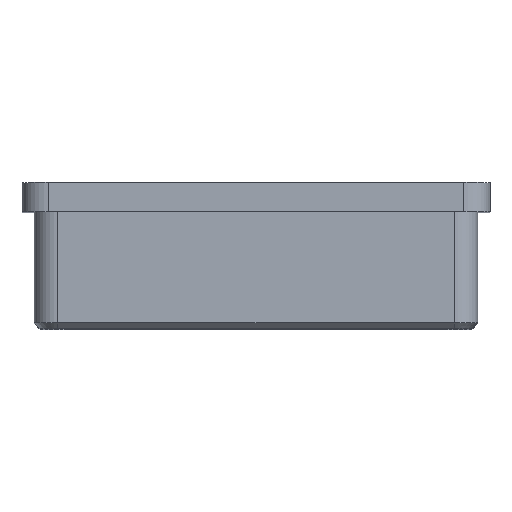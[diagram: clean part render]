
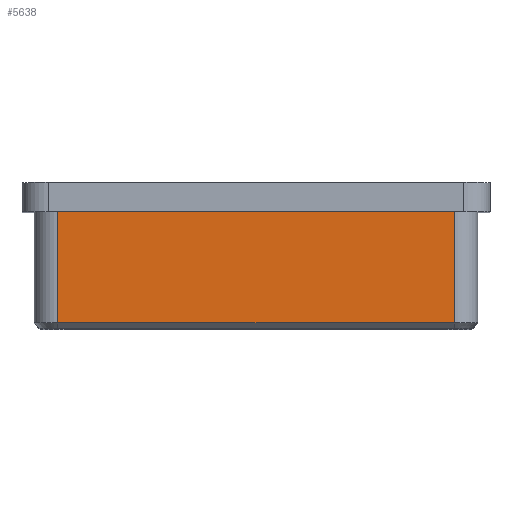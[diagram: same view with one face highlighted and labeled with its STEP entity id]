
A CAD part, top view. The second image highlights one B-rep face of the part: STEP entity #5638.
In plain terms, the highlighted planar face has unit normal (0, 0, 1).
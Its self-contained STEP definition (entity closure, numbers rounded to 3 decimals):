
#420 = LINE ( 'NONE', #2913, #1025 ) ;
#617 = EDGE_CURVE ( 'NONE', #2563, #1302, #9967, .T. ) ;
#1025 = VECTOR ( 'NONE', #1672, 1000. ) ;
#1065 = CARTESIAN_POINT ( 'NONE',  ( -37.9, -20., 37.9 ) ) ;
#1302 = VERTEX_POINT ( 'NONE', #13294 ) ;
#1539 = AXIS2_PLACEMENT_3D ( 'NONE', #1065, #8659, #13887 ) ;
#1672 = DIRECTION ( 'NONE',  ( 1., 0., 0. ) ) ;
#2363 = ORIENTED_EDGE ( 'NONE', *, *, #617, .T. ) ;
#2563 = VERTEX_POINT ( 'NONE', #15249 ) ;
#2913 = CARTESIAN_POINT ( 'NONE',  ( 33.9, -19., 37.9 ) ) ;
#3131 = EDGE_CURVE ( 'NONE', #6393, #15378, #9326, .T. ) ;
#4566 = DIRECTION ( 'NONE',  ( -1., 0., 0. ) ) ;
#4760 = EDGE_LOOP ( 'NONE', ( #2363, #13978, #15692, #15047 ) ) ;
#5098 = EDGE_CURVE ( 'NONE', #1302, #6393, #420, .T. ) ;
#5638 = ADVANCED_FACE ( 'NONE', ( #16452 ), #13782, .F. ) ;
#6393 = VERTEX_POINT ( 'NONE', #15084 ) ;
#6539 = VECTOR ( 'NONE', #16064, 1000. ) ;
#7000 = CARTESIAN_POINT ( 'NONE',  ( -33.9, -20., 37.9 ) ) ;
#8659 = DIRECTION ( 'NONE',  ( 0., 0., -1. ) ) ;
#9267 = VECTOR ( 'NONE', #4566, 1000. ) ;
#9326 = LINE ( 'NONE', #15576, #9548 ) ;
#9548 = VECTOR ( 'NONE', #14337, 1000. ) ;
#9967 = LINE ( 'NONE', #7000, #6539 ) ;
#11013 = CARTESIAN_POINT ( 'NONE',  ( -37.9, 0., 37.9 ) ) ;
#12172 = EDGE_CURVE ( 'NONE', #15378, #2563, #12749, .T. ) ;
#12749 = LINE ( 'NONE', #11013, #9267 ) ;
#12983 = CARTESIAN_POINT ( 'NONE',  ( 33.9, 0., 37.9 ) ) ;
#13294 = CARTESIAN_POINT ( 'NONE',  ( -33.9, -19., 37.9 ) ) ;
#13782 = PLANE ( 'NONE',  #1539 ) ;
#13887 = DIRECTION ( 'NONE',  ( -1., 0., 0. ) ) ;
#13978 = ORIENTED_EDGE ( 'NONE', *, *, #5098, .T. ) ;
#14337 = DIRECTION ( 'NONE',  ( 0., 1., 0. ) ) ;
#15047 = ORIENTED_EDGE ( 'NONE', *, *, #12172, .T. ) ;
#15084 = CARTESIAN_POINT ( 'NONE',  ( 33.9, -19., 37.9 ) ) ;
#15249 = CARTESIAN_POINT ( 'NONE',  ( -33.9, 0., 37.9 ) ) ;
#15378 = VERTEX_POINT ( 'NONE', #12983 ) ;
#15576 = CARTESIAN_POINT ( 'NONE',  ( 33.9, -20., 37.9 ) ) ;
#15692 = ORIENTED_EDGE ( 'NONE', *, *, #3131, .T. ) ;
#16064 = DIRECTION ( 'NONE',  ( 0., -1., 0. ) ) ;
#16452 = FACE_OUTER_BOUND ( 'NONE', #4760, .T. ) ;
